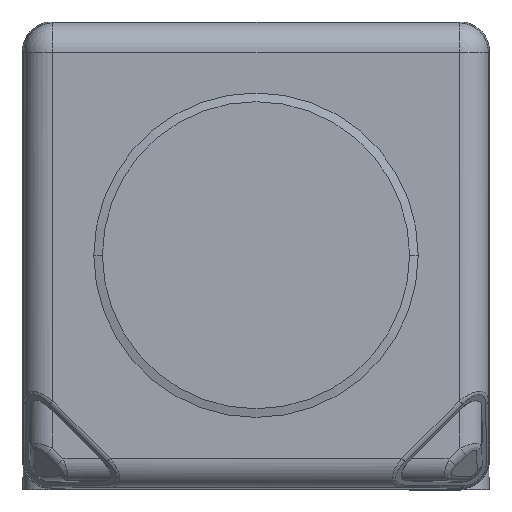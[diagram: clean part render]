
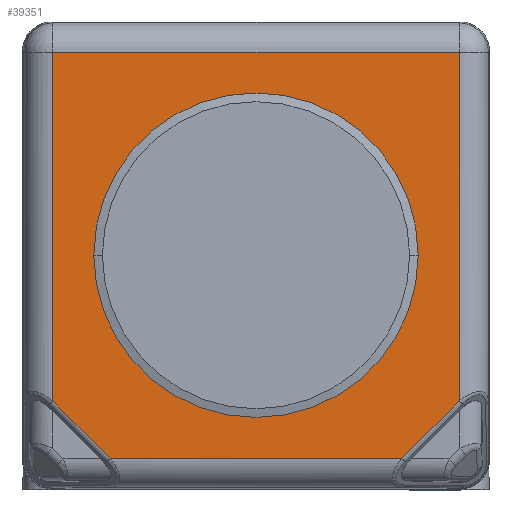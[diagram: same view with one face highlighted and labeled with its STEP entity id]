
A CAD part, top view. The second image highlights one B-rep face of the part: STEP entity #39351.
In plain terms, the highlighted planar face has unit normal (0, 0, 1).
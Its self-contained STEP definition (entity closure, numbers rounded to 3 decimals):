
#12631=DIRECTION('',(-1.,0.,0.));
#12632=VECTOR('',#12631,34.946);
#12633=CARTESIAN_POINT('',(17.473,17.473,12.21));
#12634=LINE('',#12633,#12632);
#12674=DIRECTION('',(0.,1.,0.));
#12675=VECTOR('',#12674,30.006);
#12676=CARTESIAN_POINT('',(17.473,-12.533,
12.21));
#12677=LINE('',#12676,#12675);
#12864=CARTESIAN_POINT('',(12.533,-17.473,
12.21));
#12890=CARTESIAN_POINT('',(-12.533,-17.473,
12.21));
#12892=DIRECTION('',(1.,0.,0.));
#12893=VECTOR('',#12892,25.066);
#12894=CARTESIAN_POINT('',(-12.533,-17.473,
12.21));
#12895=LINE('',#12894,#12893);
#13078=DIRECTION('',(0.,-1.,0.));
#13079=VECTOR('',#13078,30.006);
#13080=CARTESIAN_POINT('',(-17.473,17.473,12.21));
#13081=LINE('',#13080,#13079);
#13082=DIRECTION('',(-0.707,-0.707,0.));
#13083=VECTOR('',#13082,6.986);
#13084=CARTESIAN_POINT('',(17.473,-12.533,
12.21));
#13085=LINE('',#13084,#13083);
#13086=DIRECTION('',(-0.707,0.707,0.));
#13087=VECTOR('',#13086,6.986);
#13088=CARTESIAN_POINT('',(-12.533,-17.473,
12.21));
#13089=LINE('',#13088,#13087);
#13090=CARTESIAN_POINT('',(0.,0.,12.21));
#13091=DIRECTION('',(0.,0.,1.));
#13092=DIRECTION('',(-1.,0.,0.));
#13093=AXIS2_PLACEMENT_3D('',#13090,#13091,#13092);
#13095=CARTESIAN_POINT('',(0.,0.,12.21));
#13096=DIRECTION('',(0.,0.,1.));
#13097=DIRECTION('',(1.,0.,0.));
#13098=AXIS2_PLACEMENT_3D('',#13095,#13096,#13097);
#15480=VERTEX_POINT('',#12864);
#15483=VERTEX_POINT('',#12890);
#15484=CARTESIAN_POINT('',(-17.473,-12.533,
12.21));
#15485=VERTEX_POINT('',#15484);
#15486=CARTESIAN_POINT('',(17.473,-12.533,
12.21));
#15487=VERTEX_POINT('',#15486);
#15488=CARTESIAN_POINT('',(-17.473,17.473,12.21));
#15489=VERTEX_POINT('',#15488);
#15490=CARTESIAN_POINT('',(17.473,17.473,12.21));
#15491=VERTEX_POINT('',#15490);
#15492=CARTESIAN_POINT('',(-13.946,0.,12.21));
#15493=CARTESIAN_POINT('',(13.946,0.,12.21));
#15494=VERTEX_POINT('',#15492);
#15495=VERTEX_POINT('',#15493);
#39330=CARTESIAN_POINT('',(0.,0.,12.21));
#39331=DIRECTION('',(0.,0.,1.));
#39332=DIRECTION('',(0.,-1.,0.));
#39333=AXIS2_PLACEMENT_3D('',#39330,#39331,#39332);
#39334=PLANE('',#39333);
#39336=ORIENTED_EDGE('',*,*,#39335,.T.);
#39337=ORIENTED_EDGE('',*,*,#39018,.F.);
#39339=ORIENTED_EDGE('',*,*,#39338,.T.);
#39340=ORIENTED_EDGE('',*,*,#39318,.F.);
#39341=ORIENTED_EDGE('',*,*,#38613,.F.);
#39342=ORIENTED_EDGE('',*,*,#38693,.F.);
#39343=EDGE_LOOP('',(#39336,#39337,#39339,#39340,#39341,#39342));
#39344=FACE_OUTER_BOUND('',#39343,.F.);
#39346=ORIENTED_EDGE('',*,*,#39345,.T.);
#39348=ORIENTED_EDGE('',*,*,#39347,.T.);
#39349=EDGE_LOOP('',(#39346,#39348));
#39350=FACE_BOUND('',#39349,.F.);
#39351=ADVANCED_FACE('',(#39344,#39350),#39334,.T.);
#13094=CIRCLE('',#13093,13.946);
#13099=CIRCLE('',#13098,13.946);
#38613=EDGE_CURVE('',#15491,#15489,#12634,.T.);
#38693=EDGE_CURVE('',#15487,#15491,#12677,.T.);
#39018=EDGE_CURVE('',#15483,#15480,#12895,.T.);
#39318=EDGE_CURVE('',#15489,#15485,#13081,.T.);
#39335=EDGE_CURVE('',#15487,#15480,#13085,.T.);
#39338=EDGE_CURVE('',#15483,#15485,#13089,.T.);
#39345=EDGE_CURVE('',#15494,#15495,#13094,.T.);
#39347=EDGE_CURVE('',#15495,#15494,#13099,.T.);
